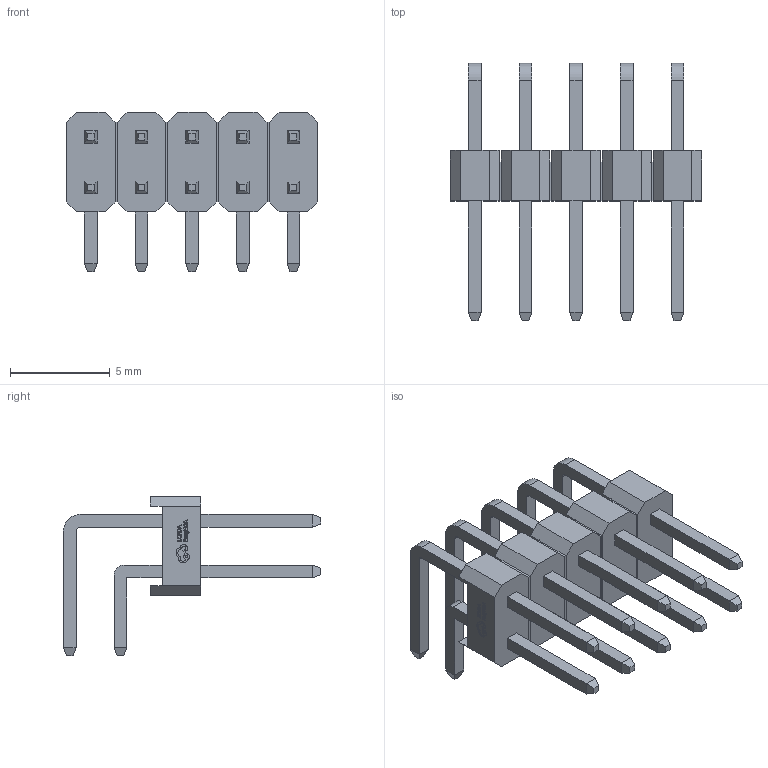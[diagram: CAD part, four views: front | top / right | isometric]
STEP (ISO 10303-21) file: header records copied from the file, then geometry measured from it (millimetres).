
FILE_DESCRIPTION (( 'STEP AP214' ), '1' );
FILE_NAME ('HDR-TH_10P-P2.54-H-M-R2-C5-S2.54-N.step', '2022-07-02T11:24:26', ( '' ), ( '' ), 'SwSTEP 2.0', 'SolidWorks 2020', '' );
FILE_SCHEMA (( 'AUTOMOTIVE_DESIGN' ));
Length unit declared in the file: millimetre
Products named in the file (1): HDR-TH_10P-P2.54-H-M-R2-C5-S2.54-N
Bounding box: 12.61 x 12.9 x 8 mm (x, y, z)
Volume: 181.3 mm3; surface area: 592.7 mm2
Topology: 1 solids, 1 shells, 576 faces, 1468 edges, 940 vertices
Faces by surface type: plane 449, bspline 112, cylinder 15
Entity records: 23949 total; most frequent: CARTESIAN_POINT 5089, ORIENTED_EDGE 2936, DIRECTION 2200, EDGE_CURVE 1468, LINE 1210, VECTOR 1210, VERTEX_POINT 940, EDGE_LOOP 622
